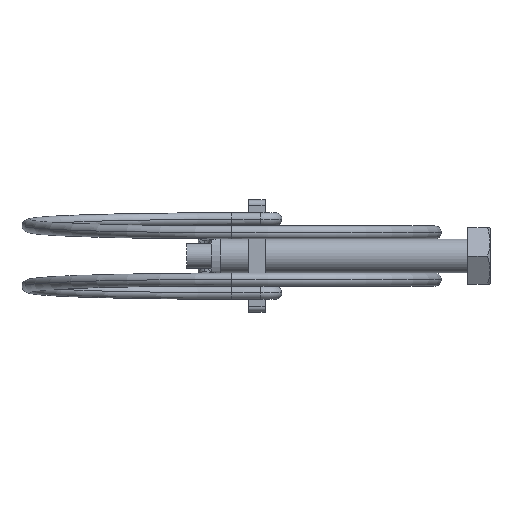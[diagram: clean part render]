
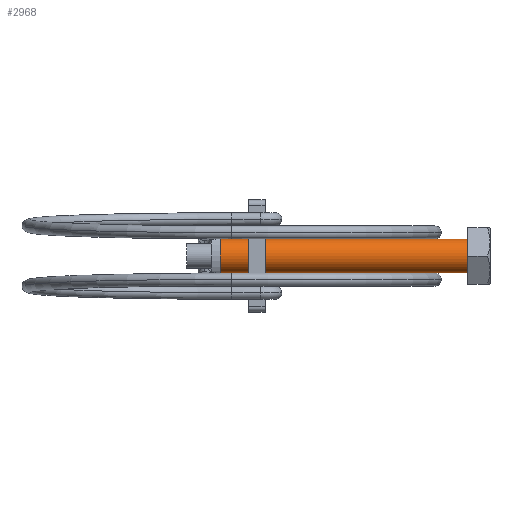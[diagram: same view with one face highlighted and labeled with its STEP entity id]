
A CAD part, front view. The second image highlights one B-rep face of the part: STEP entity #2968.
In plain terms, the highlighted cylindrical face has radius 3 mm (diameter 6 mm), a partial arc.
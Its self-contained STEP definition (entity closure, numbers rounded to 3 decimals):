
#145 = ORIENTED_EDGE ( 'NONE', *, *, #1912, .T. ) ;
#302 = DIRECTION ( 'NONE',  ( 1., 0., 0. ) ) ;
#334 = DIRECTION ( 'NONE',  ( 1., 0., 0. ) ) ;
#355 = DIRECTION ( 'NONE',  ( 1., 0., 0. ) ) ;
#356 = DIRECTION ( 'NONE',  ( 1., 0., 0. ) ) ;
#523 = AXIS2_PLACEMENT_3D ( 'NONE', #1789, #334, #2040 ) ;
#545 = VERTEX_POINT ( 'NONE', #1873 ) ;
#609 = CARTESIAN_POINT ( 'NONE',  ( -44., 0., 0. ) ) ;
#839 = ORIENTED_EDGE ( 'NONE', *, *, #2608, .F. ) ;
#951 = ORIENTED_EDGE ( 'NONE', *, *, #2860, .T. ) ;
#994 = LINE ( 'NONE', #2831, #2869 ) ;
#1227 = FACE_OUTER_BOUND ( 'NONE', #3072, .T. ) ;
#1378 = DIRECTION ( 'NONE',  ( 1., 0., 0. ) ) ;
#1459 = CIRCLE ( 'NONE', #523, 3. ) ;
#1510 = VERTEX_POINT ( 'NONE', #3010 ) ;
#1526 = LINE ( 'NONE', #1821, #2742 ) ;
#1578 = ORIENTED_EDGE ( 'NONE', *, *, #2919, .F. ) ;
#1755 = CARTESIAN_POINT ( 'NONE',  ( -44., 0., 0. ) ) ;
#1756 = CIRCLE ( 'NONE', #1837, 3. ) ;
#1760 = AXIS2_PLACEMENT_3D ( 'NONE', #609, #355, #3029 ) ;
#1789 = CARTESIAN_POINT ( 'NONE',  ( 0., 0., 0. ) ) ;
#1796 = CYLINDRICAL_SURFACE ( 'NONE', #1760, 3. ) ;
#1821 = CARTESIAN_POINT ( 'NONE',  ( -44., 0., -3. ) ) ;
#1837 = AXIS2_PLACEMENT_3D ( 'NONE', #1755, #302, #2000 ) ;
#1873 = CARTESIAN_POINT ( 'NONE',  ( 0., 0., 3. ) ) ;
#1912 = EDGE_CURVE ( 'NONE', #2656, #1510, #1526, .T. ) ;
#2000 = DIRECTION ( 'NONE',  ( 0., 0., 1. ) ) ;
#2040 = DIRECTION ( 'NONE',  ( 0., 0., -1. ) ) ;
#2418 = VERTEX_POINT ( 'NONE', #2473 ) ;
#2473 = CARTESIAN_POINT ( 'NONE',  ( -44., 0., 3. ) ) ;
#2602 = CARTESIAN_POINT ( 'NONE',  ( -44., 0., -3. ) ) ;
#2608 = EDGE_CURVE ( 'NONE', #2418, #545, #994, .T. ) ;
#2656 = VERTEX_POINT ( 'NONE', #2602 ) ;
#2742 = VECTOR ( 'NONE', #356, 1000. ) ;
#2831 = CARTESIAN_POINT ( 'NONE',  ( -44., 0., 3. ) ) ;
#2860 = EDGE_CURVE ( 'NONE', #2418, #2656, #1756, .T. ) ;
#2869 = VECTOR ( 'NONE', #1378, 1000. ) ;
#2919 = EDGE_CURVE ( 'NONE', #545, #1510, #1459, .T. ) ;
#2968 = ADVANCED_FACE ( 'NONE', ( #1227 ), #1796, .T. ) ;
#3010 = CARTESIAN_POINT ( 'NONE',  ( 0., 0., -3. ) ) ;
#3029 = DIRECTION ( 'NONE',  ( 0., 0., -1. ) ) ;
#3072 = EDGE_LOOP ( 'NONE', ( #839, #951, #145, #1578 ) ) ;
